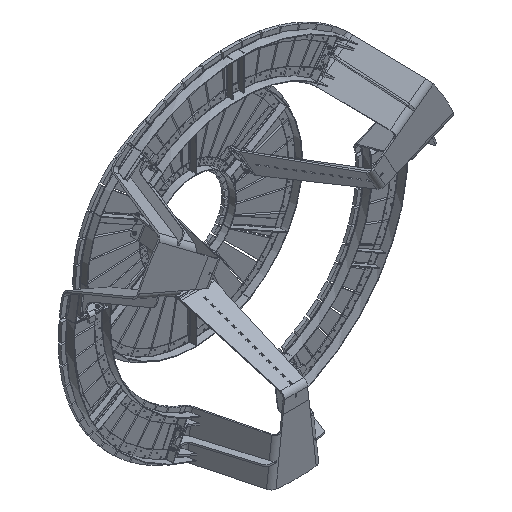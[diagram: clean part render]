
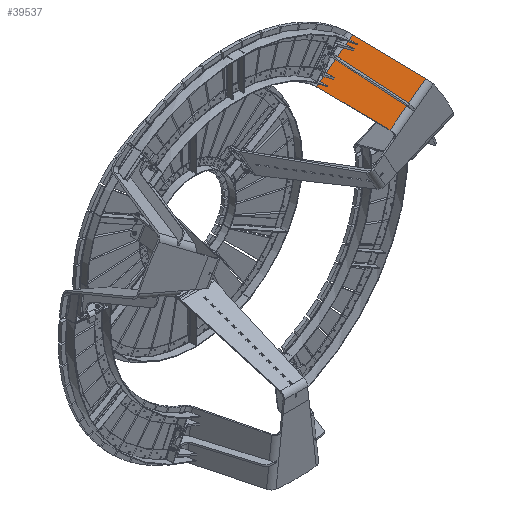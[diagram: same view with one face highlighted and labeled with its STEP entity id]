
A CAD part, isometric view. The second image highlights one B-rep face of the part: STEP entity #39537.
In plain terms, the highlighted face is planar.
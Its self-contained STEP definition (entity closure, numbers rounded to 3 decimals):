
#1278 = DIRECTION ( 'NONE',  ( -0.118, 0., 0.993 ) ) ;
#1465 = DIRECTION ( 'NONE',  ( 0.118, 0., -0.993 ) ) ;
#1988 = CARTESIAN_POINT ( 'NONE',  ( 232.799, 293.051, -820.355 ) ) ;
#2129 = DIRECTION ( 'NONE',  ( -0.933, 0.342, -0.111 ) ) ;
#2343 = VECTOR ( 'NONE', #1278, 1000. ) ;
#2775 = CARTESIAN_POINT ( 'NONE',  ( 277.656, 420.261, -805.432 ) ) ;
#2972 = CARTESIAN_POINT ( 'NONE',  ( 140.146, 34.306, -838.768 ) ) ;
#4211 = ORIENTED_EDGE ( 'NONE', *, *, #38834, .T. ) ;
#4741 = CARTESIAN_POINT ( 'NONE',  ( 27., -2.25, 3.199 ) ) ;
#5351 = PLANE ( 'NONE',  #20123 ) ;
#7578 = CARTESIAN_POINT ( 'NONE',  ( 172.549, 26.319, -1136.982 ) ) ;
#8229 = CARTESIAN_POINT ( 'NONE',  ( 140.146, 34.306, -838.768 ) ) ;
#9153 = VECTOR ( 'NONE', #1465, 1000. ) ;
#9235 = CARTESIAN_POINT ( 'NONE',  ( 137.256, 26.319, -839.076 ) ) ;
#9941 = EDGE_CURVE ( 'NONE', #29761, #22320, #22765, .T. ) ;
#9961 = LINE ( 'NONE', #22390, #2343 ) ;
#11340 = ORIENTED_EDGE ( 'NONE', *, *, #9941, .F. ) ;
#12429 = ORIENTED_EDGE ( 'NONE', *, *, #31312, .T. ) ;
#14271 = CARTESIAN_POINT ( 'NONE',  ( 186.857, 164.101, -831.493 ) ) ;
#15272 = CARTESIAN_POINT ( 'NONE',  ( 139.188, 31.643, -838.917 ) ) ;
#16859 = FACE_OUTER_BOUND ( 'NONE', #22071, .T. ) ;
#17362 = VERTEX_POINT ( 'NONE', #19524 ) ;
#17638 = DIRECTION ( 'NONE',  ( -0.344, -0.939, 0. ) ) ;
#19410 =( BOUNDED_CURVE ( )  B_SPLINE_CURVE ( 3, ( #19620, #25844, #35125, #7578 ),
 .UNSPECIFIED., .F., .T. ) 
 B_SPLINE_CURVE_WITH_KNOTS ( ( 4, 4 ),
 ( 4.554, 4.68 ),
 .UNSPECIFIED. ) 
 CURVE ( )  GEOMETRIC_REPRESENTATION_ITEM ( )  RATIONAL_B_SPLINE_CURVE ( ( 1., 0.999, 0.999, 1. ) ) 
 REPRESENTATION_ITEM ( '' )  );
#19524 = CARTESIAN_POINT ( 'NONE',  ( 140.146, 34.306, -838.768 ) ) ;
#19620 = CARTESIAN_POINT ( 'NONE',  ( 313.322, 420.261, -1106.494 ) ) ;
#19995 = CARTESIAN_POINT ( 'NONE',  ( 313.322, 420.261, -1106.494 ) ) ;
#20123 = AXIS2_PLACEMENT_3D ( 'NONE', #4741, #2129, #17638 ) ;
#21277 = VERTEX_POINT ( 'NONE', #32561 ) ;
#22071 = EDGE_LOOP ( 'NONE', ( #4211, #23651, #35888, #11340, #12429 ) ) ;
#22320 = VERTEX_POINT ( 'NONE', #19995 ) ;
#22390 = CARTESIAN_POINT ( 'NONE',  ( 114.332, 26.319, -645.578 ) ) ;
#22765 = LINE ( 'NONE', #26164, #9153 ) ;
#23651 = ORIENTED_EDGE ( 'NONE', *, *, #35906, .F. ) ;
#24498 = CARTESIAN_POINT ( 'NONE',  ( 138.224, 28.979, -839.02 ) ) ;
#25844 = CARTESIAN_POINT ( 'NONE',  ( 267.066, 289.82, -1119.592 ) ) ;
#26164 = CARTESIAN_POINT ( 'NONE',  ( 256.719, 420.261, -628.709 ) ) ;
#28191 = EDGE_CURVE ( 'NONE', #22320, #21277, #19410, .T. ) ;
#28709 = CARTESIAN_POINT ( 'NONE',  ( 277.656, 420.261, -805.432 ) ) ;
#29161 = CARTESIAN_POINT ( 'NONE',  ( 137.256, 26.319, -839.076 ) ) ;
#29761 = VERTEX_POINT ( 'NONE', #2775 ) ;
#31312 = EDGE_CURVE ( 'NONE', #29761, #17362, #38500, .T. ) ;
#32561 = CARTESIAN_POINT ( 'NONE',  ( 172.549, 26.319, -1136.982 ) ) ;
#34118 =( BOUNDED_CURVE ( )  B_SPLINE_CURVE ( 3, ( #2972, #15272, #24498, #9235 ),
 .UNSPECIFIED., .F., .T. ) 
 B_SPLINE_CURVE_WITH_KNOTS ( ( 4, 4 ),
 ( 4.676, 4.773 ),
 .UNSPECIFIED. ) 
 CURVE ( )  GEOMETRIC_REPRESENTATION_ITEM ( )  RATIONAL_B_SPLINE_CURVE ( ( 1., 0.999, 0.999, 1. ) ) 
 REPRESENTATION_ITEM ( '' )  );
#35125 = CARTESIAN_POINT ( 'NONE',  ( 220.08, 158.335, -1129.768 ) ) ;
#35888 = ORIENTED_EDGE ( 'NONE', *, *, #28191, .F. ) ;
#35906 = EDGE_CURVE ( 'NONE', #21277, #38309, #9961, .T. ) ;
#38309 = VERTEX_POINT ( 'NONE', #29161 ) ;
#38500 =( BOUNDED_CURVE ( )  B_SPLINE_CURVE ( 3, ( #28709, #1988, #14271, #8229 ),
 .UNSPECIFIED., .F., .T. ) 
 B_SPLINE_CURVE_WITH_KNOTS ( ( 4, 4 ),
 ( 4.509, 4.676 ),
 .UNSPECIFIED. ) 
 CURVE ( )  GEOMETRIC_REPRESENTATION_ITEM ( )  RATIONAL_B_SPLINE_CURVE ( ( 1., 0.998, 0.998, 1. ) ) 
 REPRESENTATION_ITEM ( '' )  );
#38834 = EDGE_CURVE ( 'NONE', #17362, #38309, #34118, .T. ) ;
#39537 = ADVANCED_FACE ( 'NONE', ( #16859 ), #5351, .F. ) ;
